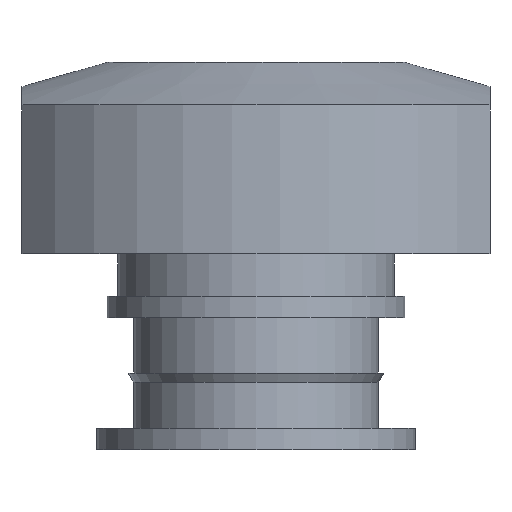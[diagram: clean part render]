
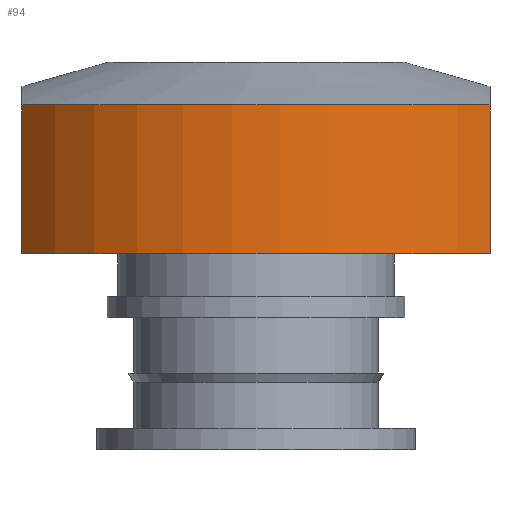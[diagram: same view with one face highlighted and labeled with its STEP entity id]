
A CAD part, front view. The second image highlights one B-rep face of the part: STEP entity #94.
In plain terms, the highlighted cylindrical face has radius 14 mm (diameter 28 mm), a partial arc.
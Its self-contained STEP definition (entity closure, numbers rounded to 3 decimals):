
#94=ADVANCED_FACE('',(#292),#318,.T.);
#133=CIRCLE('',#134,14.);
#134=AXIS2_PLACEMENT_3D('',#135,#136,#137);
#135=CARTESIAN_POINT('',(0.,0.,16.2));
#136=DIRECTION('',(0.,0.,1.));
#137=DIRECTION('',(1.,0.,0.));
#212=VERTEX_POINT('',#213);
#213=CARTESIAN_POINT('',(-11.,-8.66,16.2));
#214=EDGE_CURVE('',#212,#215,#133,.T.);
#215=VERTEX_POINT('',#216);
#216=CARTESIAN_POINT('',(11.,-8.66,16.2));
#292=FACE_OUTER_BOUND('',#293,.T.);
#293=EDGE_LOOP('',(#294,#295,#296,#297));
#294=ORIENTED_EDGE('',*,*,#214,.F.);
#295=ORIENTED_EDGE('',*,*,#298,.F.);
#296=ORIENTED_EDGE('',*,*,#305,.T.);
#297=ORIENTED_EDGE('',*,*,#313,.T.);
#298=EDGE_CURVE('',#303,#212,#299,.T.);
#299=LINE('',#300,#301);
#300=CARTESIAN_POINT('',(-11.,-8.66,
   -23.516));
#301=VECTOR('',#302,1.);
#302=DIRECTION('',(0.,0.,1.));
#303=VERTEX_POINT('',#304);
#304=CARTESIAN_POINT('',(-11.,-8.66,
   9.2));
#305=EDGE_CURVE('',#303,#311,#306,.T.);
#306=CIRCLE('',#307,14.);
#307=AXIS2_PLACEMENT_3D('',#308,#309,#310);
#308=CARTESIAN_POINT('',(0.,0.,9.2));
#309=DIRECTION('',(0.,0.,1.));
#310=DIRECTION('',(1.,0.,0.));
#311=VERTEX_POINT('',#312);
#312=CARTESIAN_POINT('',(11.,-8.66,
   9.2));
#313=EDGE_CURVE('',#311,#215,#314,.T.);
#314=LINE('',#315,#316);
#315=CARTESIAN_POINT('',(11.,-8.66,
   -25.38));
#316=VECTOR('',#317,1.);
#317=DIRECTION('',(0.,0.,1.));
#318=CYLINDRICAL_SURFACE('',#319,14.);
#319=AXIS2_PLACEMENT_3D('',#320,#321,#322);
#320=CARTESIAN_POINT('',(0.,0.,9.));
#321=DIRECTION('',(0.,0.,1.));
#322=DIRECTION('',(1.,0.,0.));
